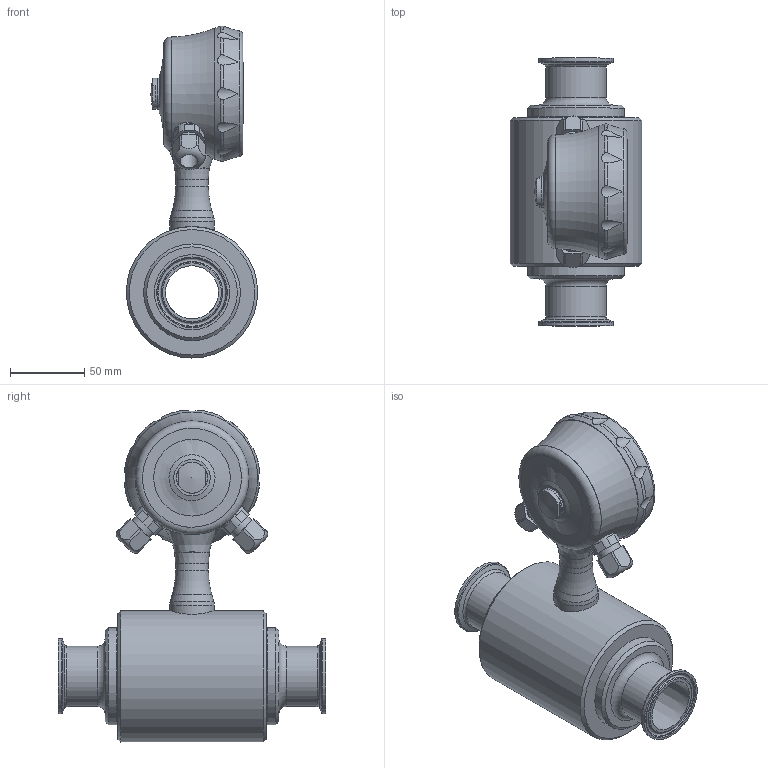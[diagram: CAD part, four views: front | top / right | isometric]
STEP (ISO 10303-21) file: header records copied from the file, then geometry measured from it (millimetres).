
FILE_DESCRIPTION( ( 'Unknown' ), '1' );
FILE_NAME( 'PF75H5xxxxxxx03x1H42xx2xxx0x0.stp', 'Unknown', ( 'Unknown' ), ( 'Unknown' ), 'PSStep 19.0.9', 'Unknown', ' ' );
FILE_SCHEMA( ( 'AUTOMOTIVE_DESIGN { 1 0 10303 214 1 1 1 1 }' ) );
Length unit declared in the file: millimetre
Products named in the file (1): Unterteil_PF75H_Clamp_ISO_2852_DN40
Bounding box: 88.3 x 180 x 223.07 mm (x, y, z)
Volume: 880065.3 mm3; surface area: 117889.9 mm2
Topology: 1 solids, 16 shells, 531 faces, 1382 edges, 905 vertices
Faces by surface type: plane 260, cylinder 146, torus 49, cone 39, bspline 25, extrusion 4, revolution 4, sphere 4
Full cylindrical faces by diameter (mm): 3 x1, 3.459 x2, 12 x2, 16 x4, 16.691 x2, 20.8 x1, 21 x1, 22 x1, 23.5 x1, 30 x1, 37.8 x1, 40.6 x2, 50.5 x2, 56 x2, 65 x2, 81.2 x1, 83.7 x1, 88 x1, 88.3 x1
Entity records: 23604 total; most frequent: CARTESIAN_POINT 7136, ORIENTED_EDGE 2524, DIRECTION 2402, EDGE_CURVE 1262, AXIS2_PLACEMENT_3D 904, VERTEX_POINT 870, EDGE_LOOP 651, VECTOR 590
